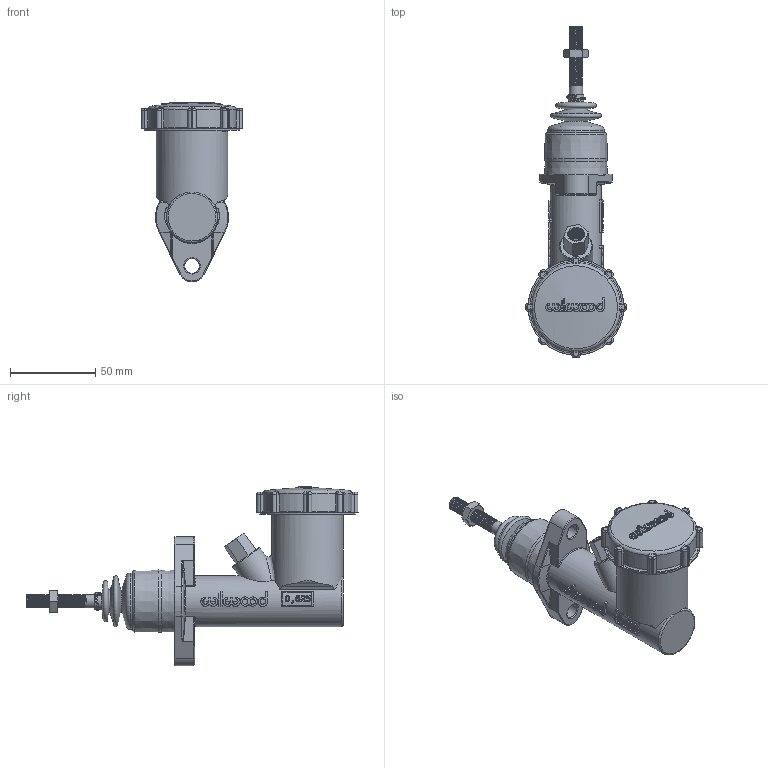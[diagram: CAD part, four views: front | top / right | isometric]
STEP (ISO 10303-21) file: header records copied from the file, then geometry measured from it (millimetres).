
FILE_DESCRIPTION(/* description */ (''),/* implementation_level */ '2;1');
FILE_NAME(/* name */ 'Wilwood_Master_Cylinder_0,625_IR.stp',/* time_stamp */ '2023-04-23T12:19:04-04:00',/* author */ ('jjdbr'),/* organization */ (''),/* preprocessor_version */ 'ST-DEVELOPER v19',/* originating_system */ 'Autodesk Inventor 2023',/* authorisation */ '');
FILE_SCHEMA (('AUTOMOTIVE_DESIGN { 1 0 10303 214 3 1 1 }'));
Products named in the file (9): Wilwood_Master_Cylinder_0,625_IR; Master_Cylinder_Main_IR; Master_Cylinder_Adapter_3/8-M10x1; Master_Cylinder_Cap; Master_Cylinder_Piston; Master_Cylinder_Piston_Rod; Master_Cylinder_Cover; Master_Cylinder_Clamp; ANSI B18.2.2 - 5/16 - 18, HJNI
Assembly tree (8 placements, depth 2):
  Wilwood_Master_Cylinder_0,625_IR
    Master_Cylinder_Main_IR
    Master_Cylinder_Adapter_3/8-M10x1
    Master_Cylinder_Cap
    Master_Cylinder_Piston
    Master_Cylinder_Piston_Rod
    Master_Cylinder_Cover
    Master_Cylinder_Clamp
    ANSI B18.2.2 - 5/16 - 18, HJNI
Bounding box: 59.51 x 195.11 x 105.6 mm (x, y, z)
Volume: 127472.8 mm3; surface area: 70072.9 mm2
Topology: 8 solids, 9 shells, 1354 faces, 3458 edges, 2165 vertices
Faces by surface type: plane 562, bspline 392, cylinder 275, torus 51, cone 42, sphere 32
Full cylindrical faces by diameter (mm): 2 x1, 2.711 x2, 2.811 x1, 3.088 x4, 3.201 x2, 5 x1, 6 x1, 6.401 x1, 7.938 x33, 8.34 x13, 8.636 x2, 8.92 x10, 9.151 x1, 9.525 x6, 15.875 x2, 19.5 x1, 24 x2, 30 x2, 31.653 x1, 34.721 x1, 34.8 x1, 38 x1, 42 x2, 42.2 x3, 56.2 x1
Entity records: 87970 total; most frequent: CARTESIAN_POINT 55959, ORIENTED_EDGE 6898, DIRECTION 5869, EDGE_CURVE 3449, AXIS2_PLACEMENT_3D 2282, VERTEX_POINT 2162, EDGE_LOOP 1417, FACE_OUTER_BOUND 1354
